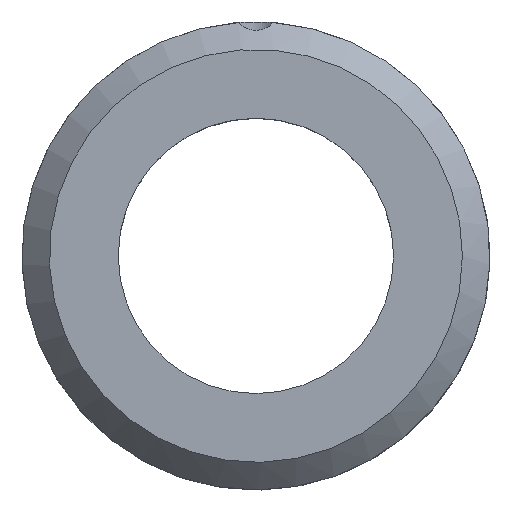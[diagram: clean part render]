
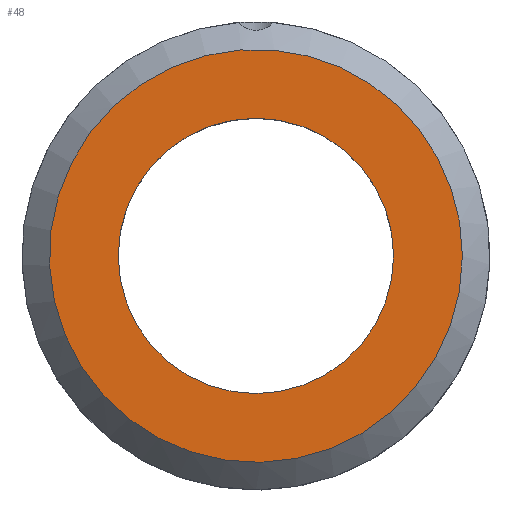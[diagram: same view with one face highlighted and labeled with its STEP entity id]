
A CAD part, top view. The second image highlights one B-rep face of the part: STEP entity #48.
In plain terms, the highlighted planar face has unit normal (0, 0, 1).
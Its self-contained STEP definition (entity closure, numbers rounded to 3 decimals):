
#40=PLANE('',#171);
#48=ADVANCED_FACE('',(#70,#71),#40,.T.);
#70=FACE_BOUND('',#91,.T.);
#71=FACE_BOUND('',#92,.T.);
#91=EDGE_LOOP('',(#113));
#92=EDGE_LOOP('',(#114));
#113=ORIENTED_EDGE('',*,*,#144,.T.);
#114=ORIENTED_EDGE('',*,*,#143,.F.);
#132=VERTEX_POINT('',#339);
#133=VERTEX_POINT('',#342);
#143=EDGE_CURVE('',#132,#132,#153,.T.);
#144=EDGE_CURVE('',#133,#133,#154,.T.);
#153=CIRCLE('',#168,5.);
#154=CIRCLE('',#170,7.5);
#168=AXIS2_PLACEMENT_3D('',#338,#201,#202);
#170=AXIS2_PLACEMENT_3D('',#341,#205,#206);
#171=AXIS2_PLACEMENT_3D('',#343,#207,#208);
#201=DIRECTION('',(0.,0.,1.));
#202=DIRECTION('',(1.,0.,0.));
#205=DIRECTION('',(0.,0.,1.));
#206=DIRECTION('',(1.,0.,0.));
#207=DIRECTION('',(0.,0.,1.));
#208=DIRECTION('',(1.,0.,0.));
#338=CARTESIAN_POINT('',(0.,0.,3.));
#339=CARTESIAN_POINT('',(5.,0.,3.));
#341=CARTESIAN_POINT('',(0.,0.,3.));
#342=CARTESIAN_POINT('',(7.5,0.,3.));
#343=CARTESIAN_POINT('',(0.,0.,3.));
